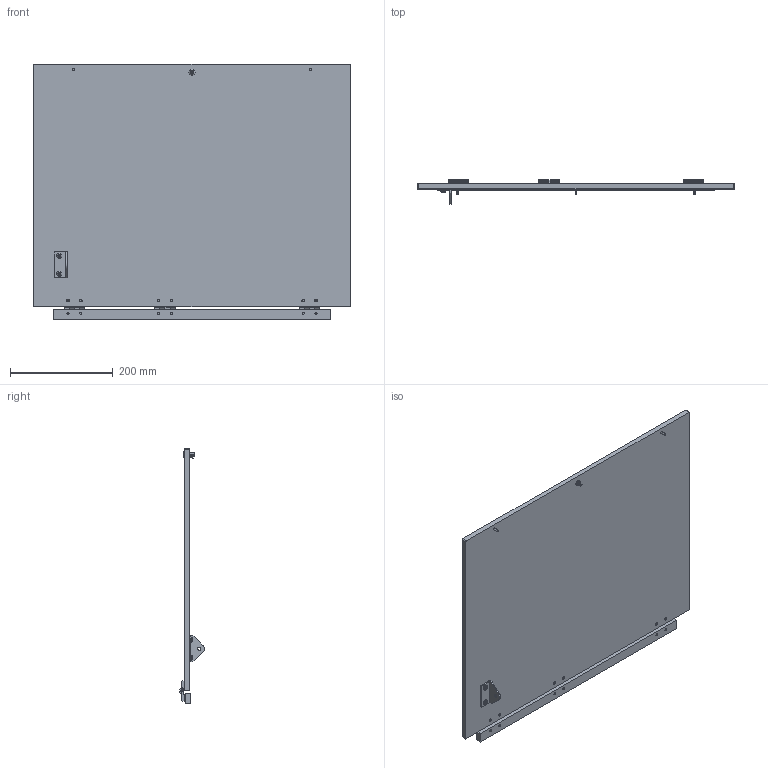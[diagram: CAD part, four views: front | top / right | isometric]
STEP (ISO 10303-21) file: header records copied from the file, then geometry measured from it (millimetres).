
FILE_DESCRIPTION (( 'STEP AP203' ), '1' );
FILE_NAME ('INGUN_114412.STEP', '2023-05-11T11:36:55', ( '' ), ( '' ), 'SwSTEP 2.0', 'SolidWorks 2021', '' );
FILE_SCHEMA (( 'CONFIG_CONTROL_DESIGN' ));
Length unit declared in the file: millimetre
Products named in the file (11): DIN125~n_05,3 M05,0 Fase; 20902~0; 2281~0_180ø<Standard>; DIN7991~n_M05,0x016; 114411~0_S; ISO7380~n_M05,0x008; 2281~0; 32341~6_S; INGUN_114412; ISO7380~n_M04,0x020; 53031~0_S
Assembly tree (27 placements, depth 3):
  INGUN_114412
    114411~0_S
    2281~0_180ø<Standard>  x3
      2281~0
    DIN7991~n_M05,0x016  x12
    53031~0_S
    ISO7380~n_M04,0x020  x2
    20902~0
    DIN125~n_05,3 M05,0 Fase  x2
    ISO7380~n_M05,0x008  x2
    32341~6_S
Bounding box: 616 x 48.5 x 496 mm (x, y, z)
Volume: 3040367 mm3; surface area: 664717.3 mm2
Topology: 30 solids, 30 shells, 657 faces, 1621 edges, 1034 vertices
Faces by surface type: plane 313, cylinder 236, cone 100, torus 8
Entity records: 8859 total; most frequent: DIRECTION 1352, CARTESIAN_POINT 1300, ORIENTED_EDGE 1152, EDGE_CURVE 576, AXIS2_PLACEMENT_3D 520, VERTEX_POINT 372, LINE 312, VECTOR 312
